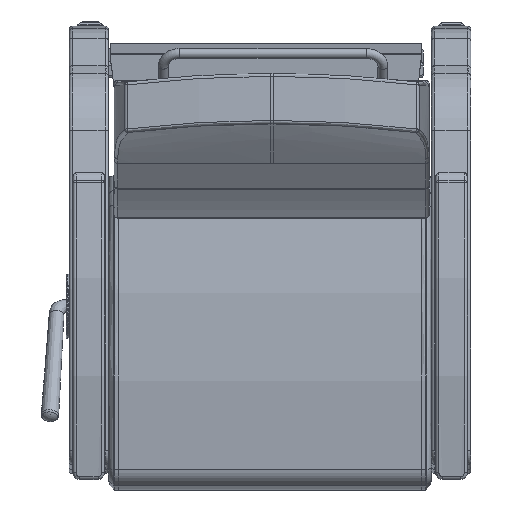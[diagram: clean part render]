
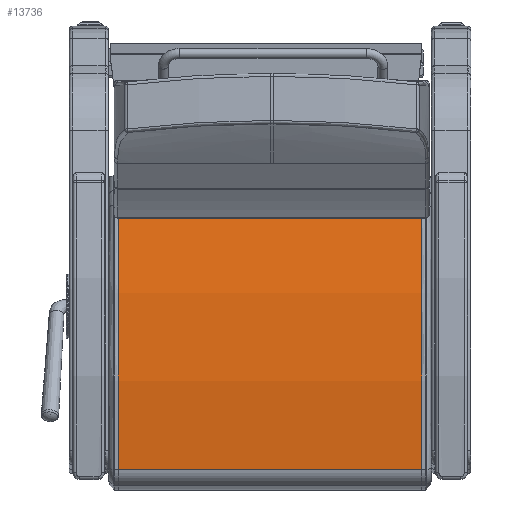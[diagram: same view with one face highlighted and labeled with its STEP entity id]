
A CAD part, front view. The second image highlights one B-rep face of the part: STEP entity #13736.
In plain terms, the highlighted free-form (B-spline) face has degree [1, 2] with [2, 3] control points.
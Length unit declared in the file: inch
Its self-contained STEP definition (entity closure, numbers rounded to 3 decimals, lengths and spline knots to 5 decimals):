
#471=(
BOUNDED_SURFACE()
B_SPLINE_SURFACE(1,2,((#34942,#34943,#34944),(#34945,#34946,#34947)),
 .UNSPECIFIED.,.F.,.F.,.F.)
B_SPLINE_SURFACE_WITH_KNOTS((2,2),(3,3),(-0.19254,0.19254),
(1.36178,1.69928),.UNSPECIFIED.)
GEOMETRIC_REPRESENTATION_ITEM()
RATIONAL_B_SPLINE_SURFACE(((1.,0.986,1.),(1.,0.986,
1.)))
REPRESENTATION_ITEM('')
SURFACE()
);
#930=ELLIPSE('',#15075,60.05357,60.);
#942=ELLIPSE('',#15117,60.05357,60.);
#1673=LINE('',#34941,#2535);
#1674=LINE('',#34948,#2536);
#2535=VECTOR('',#17655,0.3937);
#2536=VECTOR('',#17656,0.3937);
#3427=FACE_OUTER_BOUND('',#4338,.T.);
#4338=EDGE_LOOP('',(#10453,#10454,#10455,#10456));
#6391=VERTEX_POINT('',#34114);
#6392=VERTEX_POINT('',#34137);
#6432=VERTEX_POINT('',#34354);
#6433=VERTEX_POINT('',#34377);
#7811=EDGE_CURVE('',#6392,#6391,#930,.T.);
#7870=EDGE_CURVE('',#6433,#6432,#942,.T.);
#7950=EDGE_CURVE('',#6391,#6433,#1673,.T.);
#7951=EDGE_CURVE('',#6392,#6432,#1674,.T.);
#10453=ORIENTED_EDGE('',*,*,#7811,.F.);
#10454=ORIENTED_EDGE('',*,*,#7951,.T.);
#10455=ORIENTED_EDGE('',*,*,#7870,.F.);
#10456=ORIENTED_EDGE('',*,*,#7950,.F.);
#13736=ADVANCED_FACE('',(#3427),#471,.F.);
#15075=AXIS2_PLACEMENT_3D('',#34139,#17408,#17409);
#15117=AXIS2_PLACEMENT_3D('',#34379,#17517,#17518);
#17408=DIRECTION('center_axis',(0.,0.,-1.));
#17409=DIRECTION('ref_axis',(1.,0.,0.));
#17517=DIRECTION('center_axis',(0.,0.,1.));
#17518=DIRECTION('ref_axis',(1.,0.,0.));
#17655=DIRECTION('',(0.,0.,1.));
#17656=DIRECTION('',(0.,0.,1.));
#34114=CARTESIAN_POINT('',(10.1114,0.44486,-11.5625));
#34137=CARTESIAN_POINT('',(-10.04459,1.25621,-11.5625));
#34139=CARTESIAN_POINT('Origin',(-2.34979,-58.24922,-11.5625));
#34354=CARTESIAN_POINT('',(-10.04459,1.25621,11.5625));
#34377=CARTESIAN_POINT('',(10.1114,0.44486,11.5625));
#34379=CARTESIAN_POINT('Origin',(-2.34979,-58.24922,11.5625));
#34941=CARTESIAN_POINT('',(10.1114,0.44486,0.));
#34942=CARTESIAN_POINT('Ctrl Pts',(10.1114,0.44486,-11.5625));
#34943=CARTESIAN_POINT('Ctrl Pts',(0.10258,2.56602,-11.5625));
#34944=CARTESIAN_POINT('Ctrl Pts',(-10.04459,1.25621,-11.5625));
#34945=CARTESIAN_POINT('Ctrl Pts',(10.1114,0.44486,11.5625));
#34946=CARTESIAN_POINT('Ctrl Pts',(0.10258,2.56602,11.5625));
#34947=CARTESIAN_POINT('Ctrl Pts',(-10.04459,1.25621,11.5625));
#34948=CARTESIAN_POINT('',(-10.04459,1.25621,0.));
